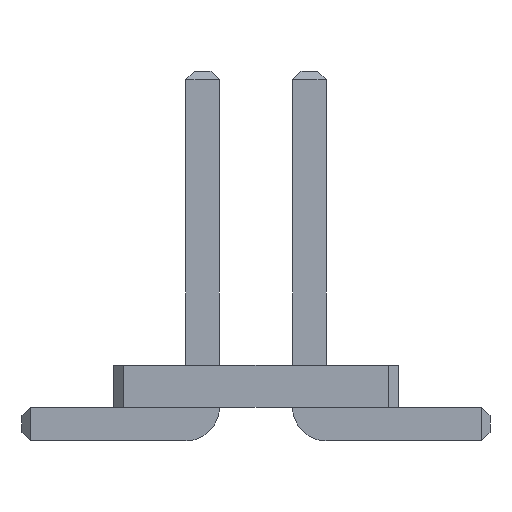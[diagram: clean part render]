
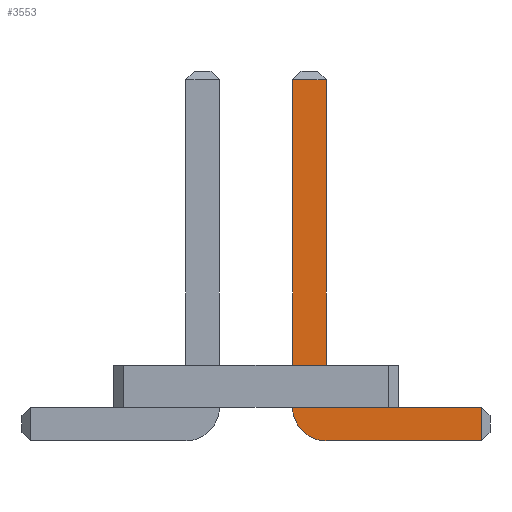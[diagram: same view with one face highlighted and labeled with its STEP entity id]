
A CAD part, front view. The second image highlights one B-rep face of the part: STEP entity #3553.
In plain terms, the highlighted planar face has unit normal (0, -1, 0).
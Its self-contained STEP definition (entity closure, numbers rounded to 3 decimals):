
#13=DIRECTION('',(0.,0.,1.));
#67=DIRECTION('',(1.,0.,0.));
#1580=VECTOR('',#67,1.);
#1591=DIRECTION('',(0.,1.,0.));
#1633=DIRECTION('',(-1.,0.,0.));
#3143=VECTOR('',#1633,1.);
#3360=DIRECTION('',(-0.,1.,0.));
#3361=DIRECTION('',(0.,0.,-1.));
#3368=VECTOR('',#3369,1.);
#3369=DIRECTION('',(0.,0.,1.));
#3380=VECTOR('',#3361,1.);
#3398=VERTEX_POINT('',#3399);
#3399=CARTESIAN_POINT('',(2.685,-16.71,0.));
#3402=ORIENTED_EDGE('',*,*,#3403,.T.);
#3403=EDGE_CURVE('',#3398,#3404,#3406,.T.);
#3404=VERTEX_POINT('',#3405);
#3405=CARTESIAN_POINT('',(0.835,-16.71,0.));
#3406=LINE('',#3407,#3143);
#3407=CARTESIAN_POINT('',(2.785,-16.71,0.));
#3447=VERTEX_POINT('',#3448);
#3448=CARTESIAN_POINT('',(0.435,-16.71,0.4));
#3451=EDGE_CURVE('',#3404,#3447,#3452,.T.);
#3452=CIRCLE('',#3453,0.4);
#3453=AXIS2_PLACEMENT_3D('',#3454,#3360,#3361);
#3454=CARTESIAN_POINT('',(0.835,-16.71,0.4));
#3463=VERTEX_POINT('',#3454);
#3465=ORIENTED_EDGE('',*,*,#3466,.T.);
#3466=EDGE_CURVE('',#3463,#3467,#3469,.T.);
#3467=VERTEX_POINT('',#3468);
#3468=CARTESIAN_POINT('',(2.685,-16.71,0.4));
#3469=LINE('',#3454,#1580);
#3479=ORIENTED_EDGE('',*,*,#3480,.T.);
#3480=EDGE_CURVE('',#3447,#3481,#3483,.T.);
#3481=VERTEX_POINT('',#3482);
#3482=CARTESIAN_POINT('',(0.435,-16.71,4.3));
#3483=LINE('',#3484,#3368);
#3484=CARTESIAN_POINT('',(0.435,-16.71,0.));
#3497=VERTEX_POINT('',#3498);
#3498=CARTESIAN_POINT('',(0.835,-16.71,4.3));
#3500=ORIENTED_EDGE('',*,*,#3501,.T.);
#3501=EDGE_CURVE('',#3497,#3463,#3502,.T.);
#3502=LINE('',#3503,#3380);
#3503=CARTESIAN_POINT('',(0.835,-16.71,4.4));
#3553=ADVANCED_FACE('',(#3554),#3563,.F.);
#3554=FACE_BOUND('',#3555,.F.);
#3555=EDGE_LOOP('',(#3402,#3556,#3479,#3557,#3500,#3465,#3560));
#3556=ORIENTED_EDGE('',*,*,#3451,.T.);
#3557=ORIENTED_EDGE('',*,*,#3558,.T.);
#3558=EDGE_CURVE('',#3481,#3497,#3559,.T.);
#3559=LINE('',#3482,#1580);
#3560=ORIENTED_EDGE('',*,*,#3561,.T.);
#3561=EDGE_CURVE('',#3467,#3398,#3562,.T.);
#3562=LINE('',#3468,#3380);
#3563=PLANE('',#3564);
#3564=AXIS2_PLACEMENT_3D('',#3565,#1591,#13);
#3565=CARTESIAN_POINT('',(1.032,-16.71,1.622));
